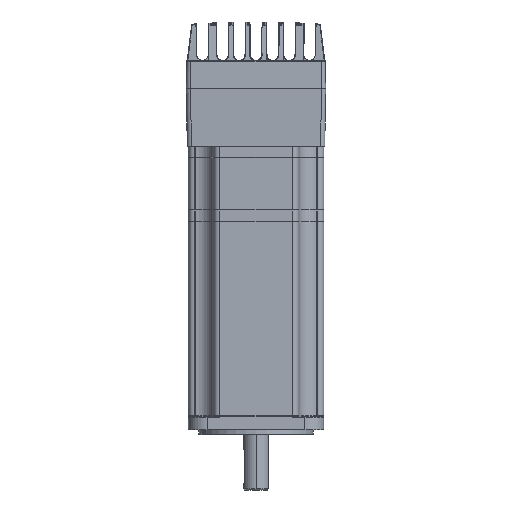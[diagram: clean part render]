
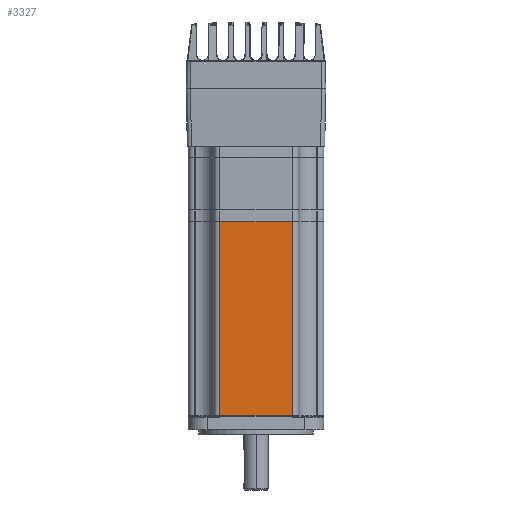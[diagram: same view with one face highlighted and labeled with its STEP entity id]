
A CAD part, front view. The second image highlights one B-rep face of the part: STEP entity #3327.
In plain terms, the highlighted planar face has unit normal (0, -1, 0).
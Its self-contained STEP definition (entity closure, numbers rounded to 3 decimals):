
#3327 = ADVANCED_FACE ( 'NONE', ( #78924 ), #79194, .F. ) ;
#5040 = CARTESIAN_POINT ( 'NONE',  ( -0.474, -111.406, 127. ) ) ;
#5082 = LINE ( 'NONE', #12699, #94699 ) ;
#5402 = DIRECTION ( 'NONE',  ( -1., 0., 0. ) ) ;
#8162 = EDGE_CURVE ( 'NONE', #107153, #33781, #37467, .T. ) ;
#9515 = AXIS2_PLACEMENT_3D ( 'NONE', #87032, #53842, #53098 ) ;
#12699 = CARTESIAN_POINT ( 'NONE',  ( -30.474, -111.406, 0.2 ) ) ;
#15559 = EDGE_LOOP ( 'NONE', ( #69075, #109479, #35449, #100467 ) ) ;
#21652 = EDGE_CURVE ( 'NONE', #69929, #33781, #48419, .T. ) ;
#22288 = CARTESIAN_POINT ( 'NONE',  ( -0.474, -111.406, 186.8 ) ) ;
#30473 = VERTEX_POINT ( 'NONE', #73509 ) ;
#33781 = VERTEX_POINT ( 'NONE', #70439 ) ;
#35449 = ORIENTED_EDGE ( 'NONE', *, *, #82004, .F. ) ;
#37467 = LINE ( 'NONE', #22288, #44103 ) ;
#44103 = VECTOR ( 'NONE', #5402, 1000. ) ;
#48419 = LINE ( 'NONE', #5040, #60451 ) ;
#48778 = EDGE_CURVE ( 'NONE', #69929, #30473, #5082, .T. ) ;
#52150 = CARTESIAN_POINT ( 'NONE',  ( 69.526, -111.406, 127. ) ) ;
#53098 = DIRECTION ( 'NONE',  ( 0., 0., 1. ) ) ;
#53842 = DIRECTION ( 'NONE',  ( 0., 1., 0. ) ) ;
#54613 = DIRECTION ( 'NONE',  ( 1., 0., 0. ) ) ;
#60451 = VECTOR ( 'NONE', #64145, 1000. ) ;
#64145 = DIRECTION ( 'NONE',  ( 0., 0., 1. ) ) ;
#69075 = ORIENTED_EDGE ( 'NONE', *, *, #21652, .F. ) ;
#69929 = VERTEX_POINT ( 'NONE', #87255 ) ;
#70439 = CARTESIAN_POINT ( 'NONE',  ( -0.474, -111.406, 186.8 ) ) ;
#71236 = CARTESIAN_POINT ( 'NONE',  ( 69.526, -111.406, 186.8 ) ) ;
#73509 = CARTESIAN_POINT ( 'NONE',  ( 69.526, -111.406, 0.2 ) ) ;
#78924 = FACE_OUTER_BOUND ( 'NONE', #15559, .T. ) ;
#79194 = PLANE ( 'NONE',  #9515 ) ;
#79402 = VECTOR ( 'NONE', #102943, 1000. ) ;
#82004 = EDGE_CURVE ( 'NONE', #107153, #30473, #95360, .T. ) ;
#87032 = CARTESIAN_POINT ( 'NONE',  ( -30.474, -111.406, 127. ) ) ;
#87255 = CARTESIAN_POINT ( 'NONE',  ( -0.474, -111.406, 0.2 ) ) ;
#94699 = VECTOR ( 'NONE', #54613, 1000. ) ;
#95360 = LINE ( 'NONE', #52150, #79402 ) ;
#100467 = ORIENTED_EDGE ( 'NONE', *, *, #8162, .T. ) ;
#102943 = DIRECTION ( 'NONE',  ( 0., 0., -1. ) ) ;
#107153 = VERTEX_POINT ( 'NONE', #71236 ) ;
#109479 = ORIENTED_EDGE ( 'NONE', *, *, #48778, .T. ) ;
